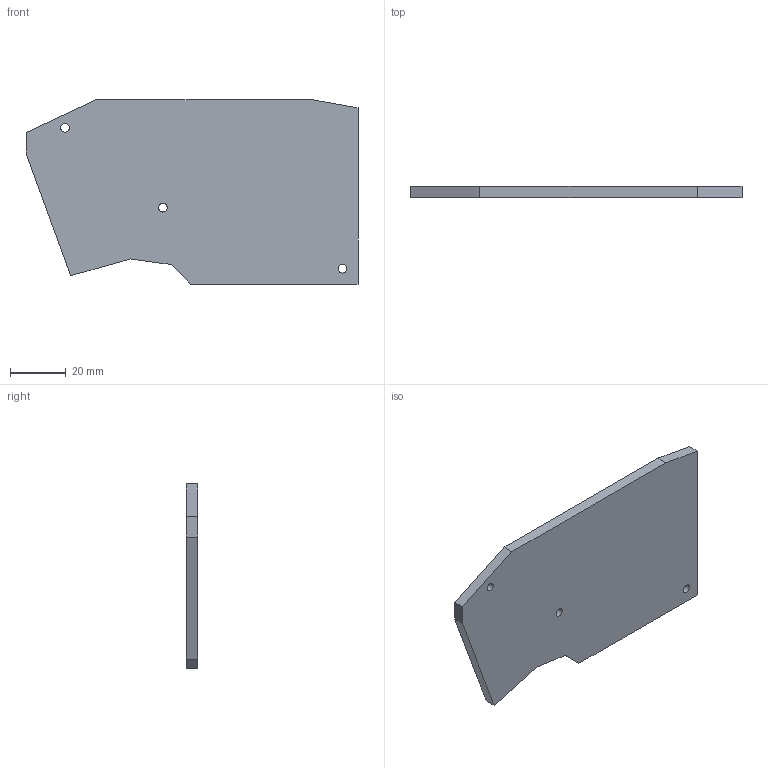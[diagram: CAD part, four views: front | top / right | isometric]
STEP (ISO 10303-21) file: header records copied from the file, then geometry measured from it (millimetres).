
FILE_DESCRIPTION (( 'STEP AP214' ), '1' );
FILE_NAME ('1123-A2P-A.STEP', '2013-05-15T14:52:08', ( '3DAssist' ), ( '' ), 'SwSTEP 2.0', 'SolidWorks 2013', '' );
FILE_SCHEMA (( 'AUTOMOTIVE_DESIGN' ));
Length unit declared in the file: millimetre
Products named in the file (1): 1123-A2P-A
Bounding box: 119 x 4 x 66 mm (x, y, z)
Volume: 27975.6 mm3; surface area: 15488.8 mm2
Topology: 1 solids, 1 shells, 15 faces, 39 edges, 26 vertices
Faces by surface type: plane 12, cylinder 3
Full cylindrical faces by diameter (mm): 3.1 x3
Entity records: 490 total; most frequent: CARTESIAN_POINT 78, DIRECTION 74, ORIENTED_EDGE 72, EDGE_CURVE 36, VECTOR 30, LINE 30, VERTEX_POINT 26, EDGE_LOOP 24
